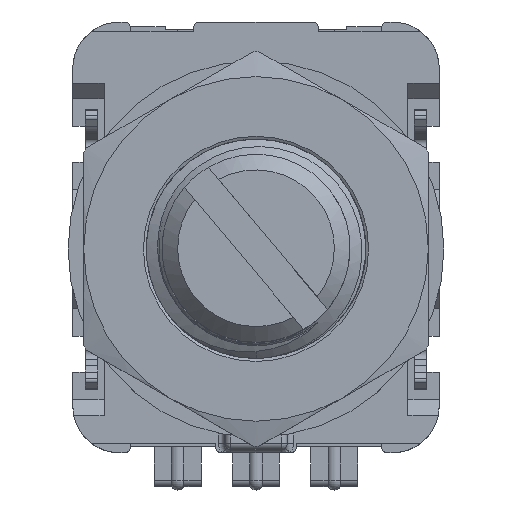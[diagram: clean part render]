
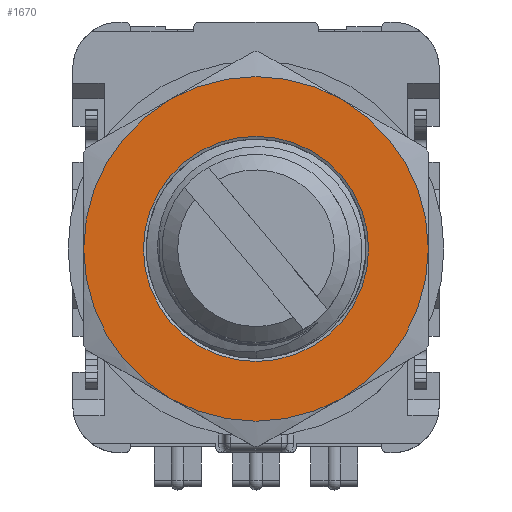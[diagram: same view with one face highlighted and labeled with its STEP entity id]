
A CAD part, top view. The second image highlights one B-rep face of the part: STEP entity #1670.
In plain terms, the highlighted planar face has unit normal (0, 0, 1).
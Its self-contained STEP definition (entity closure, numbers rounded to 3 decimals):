
#1670=ADVANCED_FACE('',(#11570,#11572),#11574,.T.);
#11570=FACE_BOUND('',#11571,.T.);
#11571=EDGE_LOOP('',(#16067,#16068,#16069,#16070,#16071,#16072));
#11572=FACE_BOUND('',#11573,.T.);
#11573=EDGE_LOOP('',(#16073));
#11574=PLANE('',#11575);
#11575=AXIS2_PLACEMENT_3D('',#11576,#11577,#11578);
#11576=CARTESIAN_POINT('',(0.,0.,3.3));
#11577=DIRECTION('',(0.,0.,1.));
#11578=DIRECTION('',(0.,-1.,0.));
#16067=ORIENTED_EDGE('',*,*,#18494,.F.);
#16068=ORIENTED_EDGE('',*,*,#18495,.F.);
#16069=ORIENTED_EDGE('',*,*,#18496,.F.);
#16070=ORIENTED_EDGE('',*,*,#18497,.F.);
#16071=ORIENTED_EDGE('',*,*,#18498,.F.);
#16072=ORIENTED_EDGE('',*,*,#18499,.F.);
#16073=ORIENTED_EDGE('',*,*,#18481,.T.);
#18481=EDGE_CURVE('',#20169,#20169,#20170,.T.);
#18494=EDGE_CURVE('',#20191,#20192,#20193,.T.);
#18495=EDGE_CURVE('',#20194,#20191,#20195,.T.);
#18496=EDGE_CURVE('',#20196,#20194,#20197,.T.);
#18497=EDGE_CURVE('',#20198,#20196,#20199,.T.);
#18498=EDGE_CURVE('',#20200,#20198,#20201,.T.);
#18499=EDGE_CURVE('',#20192,#20200,#20202,.T.);
#20169=VERTEX_POINT('',#25133);
#20170=CIRCLE('',#25134,3.594);
#20191=VERTEX_POINT('',#25640);
#20192=VERTEX_POINT('',#25641);
#20193=CIRCLE('',#25642,5.5);
#20194=VERTEX_POINT('',#25646);
#20195=CIRCLE('',#25647,5.5);
#20196=VERTEX_POINT('',#25651);
#20197=CIRCLE('',#25652,5.5);
#20198=VERTEX_POINT('',#25656);
#20199=CIRCLE('',#25657,5.5);
#20200=VERTEX_POINT('',#25661);
#20201=CIRCLE('',#25662,5.5);
#20202=CIRCLE('',#25666,5.5);
#25133=CARTESIAN_POINT('',(0.,-3.594,3.3));
#25134=AXIS2_PLACEMENT_3D('',#25135,#25136,#25137);
#25135=CARTESIAN_POINT('',(0.,0.,3.3));
#25136=DIRECTION('',(0.,0.,-1.));
#25137=DIRECTION('',(0.,-1.,0.));
#25640=CARTESIAN_POINT('',(5.5,0.,3.3));
#25641=CARTESIAN_POINT('',(2.75,-4.763,3.3));
#25642=AXIS2_PLACEMENT_3D('',#25643,#25644,#25645);
#25643=CARTESIAN_POINT('',(0.,0.,3.3));
#25644=DIRECTION('',(0.,0.,-1.));
#25645=DIRECTION('',(1.,0.,0.));
#25646=CARTESIAN_POINT('',(2.75,4.763,3.3));
#25647=AXIS2_PLACEMENT_3D('',#25648,#25649,#25650);
#25648=CARTESIAN_POINT('',(0.,0.,3.3));
#25649=DIRECTION('',(0.,0.,-1.));
#25650=DIRECTION('',(0.5,0.866,0.));
#25651=CARTESIAN_POINT('',(-2.75,4.763,3.3));
#25652=AXIS2_PLACEMENT_3D('',#25653,#25654,#25655);
#25653=CARTESIAN_POINT('',(0.,0.,3.3));
#25654=DIRECTION('',(0.,0.,-1.));
#25655=DIRECTION('',(-0.5,0.866,0.));
#25656=CARTESIAN_POINT('',(-5.5,0.,3.3));
#25657=AXIS2_PLACEMENT_3D('',#25658,#25659,#25660);
#25658=CARTESIAN_POINT('',(0.,0.,3.3));
#25659=DIRECTION('',(0.,0.,-1.));
#25660=DIRECTION('',(-1.,0.,0.));
#25661=CARTESIAN_POINT('',(-2.75,-4.763,3.3));
#25662=AXIS2_PLACEMENT_3D('',#25663,#25664,#25665);
#25663=CARTESIAN_POINT('',(0.,0.,3.3));
#25664=DIRECTION('',(0.,0.,-1.));
#25665=DIRECTION('',(-0.5,-0.866,0.));
#25666=AXIS2_PLACEMENT_3D('',#25667,#25668,#25669);
#25667=CARTESIAN_POINT('',(0.,0.,3.3));
#25668=DIRECTION('',(0.,0.,-1.));
#25669=DIRECTION('',(0.5,-0.866,0.));
